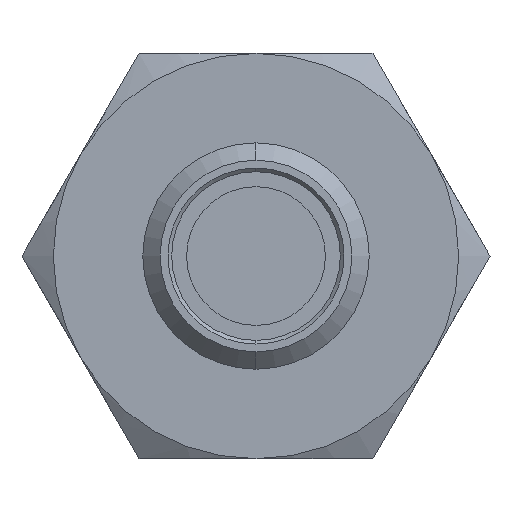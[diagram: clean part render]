
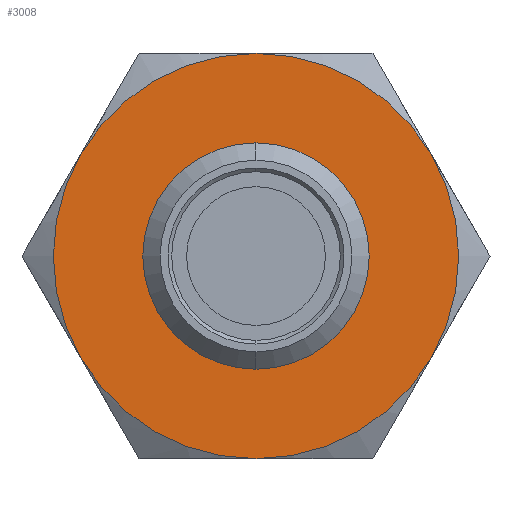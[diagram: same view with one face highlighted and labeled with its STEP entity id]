
A CAD part, left-side view. The second image highlights one B-rep face of the part: STEP entity #3008.
In plain terms, the highlighted planar face has unit normal (-1, 0, 0).
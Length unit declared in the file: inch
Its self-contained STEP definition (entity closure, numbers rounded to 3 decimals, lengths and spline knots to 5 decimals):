
#55 = CARTESIAN_POINT ( 'NONE',  ( 0.30315, 0., 0. ) ) ;
#74 = DIRECTION ( 'NONE',  ( 0., 0., -1. ) ) ;
#98 = ORIENTED_EDGE ( 'NONE', *, *, #2633, .T. ) ;
#126 = DIRECTION ( 'NONE',  ( -1., 0., 0. ) ) ;
#179 = EDGE_CURVE ( 'NONE', #1529, #2355, #759, .T. ) ;
#236 = DIRECTION ( 'NONE',  ( 0., 0., 1. ) ) ;
#261 = VERTEX_POINT ( 'NONE', #5050 ) ;
#513 = DIRECTION ( 'NONE',  ( 0., 0., 1. ) ) ;
#531 = VERTEX_POINT ( 'NONE', #3821 ) ;
#561 = DIRECTION ( 'NONE',  ( -1., 0., 0. ) ) ;
#652 = EDGE_CURVE ( 'NONE', #661, #4655, #1388, .T. ) ;
#661 = VERTEX_POINT ( 'NONE', #3782 ) ;
#678 = EDGE_CURVE ( 'NONE', #4655, #2834, #3277, .T. ) ;
#759 = CIRCLE ( 'NONE', #5359, 0.2185 ) ;
#840 = ORIENTED_EDGE ( 'NONE', *, *, #652, .T. ) ;
#945 = ORIENTED_EDGE ( 'NONE', *, *, #179, .T. ) ;
#1077 = EDGE_LOOP ( 'NONE', ( #840, #2843, #98, #3563, #945, #1539 ) ) ;
#1088 = EDGE_LOOP ( 'NONE', ( #2380, #4084 ) ) ;
#1219 = CARTESIAN_POINT ( 'NONE',  ( 0.30315, 0., 0. ) ) ;
#1226 = CARTESIAN_POINT ( 'NONE',  ( 0.30315, 0., 0.2185 ) ) ;
#1388 = CIRCLE ( 'NONE', #2290, 0.2185 ) ;
#1415 = AXIS2_PLACEMENT_3D ( 'NONE', #3013, #5270, #1834 ) ;
#1458 = DIRECTION ( 'NONE',  ( 0., 0., -1. ) ) ;
#1529 = VERTEX_POINT ( 'NONE', #3455 ) ;
#1539 = ORIENTED_EDGE ( 'NONE', *, *, #2804, .T. ) ;
#1562 = CARTESIAN_POINT ( 'NONE',  ( 0.30315, 0., 0. ) ) ;
#1575 = EDGE_CURVE ( 'NONE', #2077, #1529, #3911, .T. ) ;
#1596 = CIRCLE ( 'NONE', #1415, 0.2185 ) ;
#1660 = CARTESIAN_POINT ( 'NONE',  ( 0.30315, -0.18923, -0.10925 ) ) ;
#1667 = DIRECTION ( 'NONE',  ( 0., 0., -1. ) ) ;
#1723 = DIRECTION ( 'NONE',  ( 0., 0., -1. ) ) ;
#1781 = DIRECTION ( 'NONE',  ( -1., 0., 0. ) ) ;
#1834 = DIRECTION ( 'NONE',  ( 0., 0., -1. ) ) ;
#2077 = VERTEX_POINT ( 'NONE', #1226 ) ;
#2112 = FACE_OUTER_BOUND ( 'NONE', #1077, .T. ) ;
#2290 = AXIS2_PLACEMENT_3D ( 'NONE', #4492, #126, #4466 ) ;
#2355 = VERTEX_POINT ( 'NONE', #5417 ) ;
#2359 = DIRECTION ( 'NONE',  ( 1., 0., 0. ) ) ;
#2380 = ORIENTED_EDGE ( 'NONE', *, *, #3518, .T. ) ;
#2399 = DIRECTION ( 'NONE',  ( -1., 0., 0. ) ) ;
#2510 = DIRECTION ( 'NONE',  ( 1., 0., 0. ) ) ;
#2633 = EDGE_CURVE ( 'NONE', #2834, #2077, #1596, .T. ) ;
#2664 = CARTESIAN_POINT ( 'NONE',  ( 0.30315, 0., 0. ) ) ;
#2804 = EDGE_CURVE ( 'NONE', #2355, #661, #3756, .T. ) ;
#2834 = VERTEX_POINT ( 'NONE', #4645 ) ;
#2843 = ORIENTED_EDGE ( 'NONE', *, *, #678, .T. ) ;
#2949 = CIRCLE ( 'NONE', #5230, 0.10335 ) ;
#3008 = ADVANCED_FACE ( 'NONE', ( #5176, #2112 ), #3065, .T. ) ;
#3013 = CARTESIAN_POINT ( 'NONE',  ( 0.30315, 0., 0. ) ) ;
#3065 = PLANE ( 'NONE',  #5373 ) ;
#3132 = EDGE_CURVE ( 'NONE', #531, #261, #4378, .T. ) ;
#3277 = CIRCLE ( 'NONE', #4006, 0.2185 ) ;
#3455 = CARTESIAN_POINT ( 'NONE',  ( 0.30315, 0.18923, 0.10925 ) ) ;
#3485 = AXIS2_PLACEMENT_3D ( 'NONE', #5352, #2399, #1458 ) ;
#3518 = EDGE_CURVE ( 'NONE', #261, #531, #2949, .T. ) ;
#3519 = DIRECTION ( 'NONE',  ( -1., 0., 0. ) ) ;
#3563 = ORIENTED_EDGE ( 'NONE', *, *, #1575, .T. ) ;
#3576 = CARTESIAN_POINT ( 'NONE',  ( 0.30315, 0., 0. ) ) ;
#3756 = CIRCLE ( 'NONE', #3485, 0.2185 ) ;
#3782 = CARTESIAN_POINT ( 'NONE',  ( 0.30315, 0., -0.2185 ) ) ;
#3821 = CARTESIAN_POINT ( 'NONE',  ( 0.30315, 0., -0.10335 ) ) ;
#3911 = CIRCLE ( 'NONE', #4973, 0.2185 ) ;
#4006 = AXIS2_PLACEMENT_3D ( 'NONE', #4246, #4548, #1667 ) ;
#4084 = ORIENTED_EDGE ( 'NONE', *, *, #3132, .T. ) ;
#4246 = CARTESIAN_POINT ( 'NONE',  ( 0.30315, 0., 0. ) ) ;
#4378 = CIRCLE ( 'NONE', #5101, 0.10335 ) ;
#4466 = DIRECTION ( 'NONE',  ( 0., 0., -1. ) ) ;
#4492 = CARTESIAN_POINT ( 'NONE',  ( 0.30315, 0., 0. ) ) ;
#4548 = DIRECTION ( 'NONE',  ( -1., 0., 0. ) ) ;
#4645 = CARTESIAN_POINT ( 'NONE',  ( 0.30315, -0.18923, 0.10925 ) ) ;
#4655 = VERTEX_POINT ( 'NONE', #1660 ) ;
#4751 = DIRECTION ( 'NONE',  ( 0., 0., 1. ) ) ;
#4973 = AXIS2_PLACEMENT_3D ( 'NONE', #3576, #561, #74 ) ;
#5050 = CARTESIAN_POINT ( 'NONE',  ( 0.30315, 0., 0.10335 ) ) ;
#5101 = AXIS2_PLACEMENT_3D ( 'NONE', #1562, #2359, #236 ) ;
#5176 = FACE_BOUND ( 'NONE', #1088, .T. ) ;
#5230 = AXIS2_PLACEMENT_3D ( 'NONE', #1219, #2510, #513 ) ;
#5270 = DIRECTION ( 'NONE',  ( -1., 0., 0. ) ) ;
#5352 = CARTESIAN_POINT ( 'NONE',  ( 0.30315, 0., 0. ) ) ;
#5359 = AXIS2_PLACEMENT_3D ( 'NONE', #55, #1781, #1723 ) ;
#5373 = AXIS2_PLACEMENT_3D ( 'NONE', #2664, #3519, #4751 ) ;
#5417 = CARTESIAN_POINT ( 'NONE',  ( 0.30315, 0.18923, -0.10925 ) ) ;
